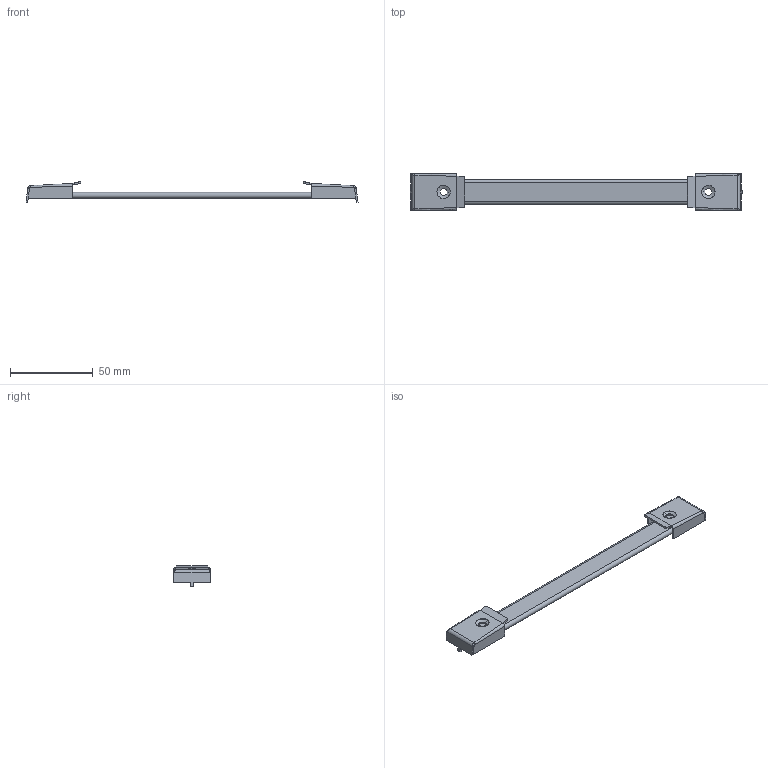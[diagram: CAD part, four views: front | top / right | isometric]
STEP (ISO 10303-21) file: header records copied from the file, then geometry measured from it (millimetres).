
FILE_DESCRIPTION((''),'2;1');
FILE_NAME('','2006-10-08T14:29:05',(''),(''),'','CADfix','');
FILE_SCHEMA(('AUTOMOTIVE_DESIGN'));
Length unit declared in the file: millimetre
Products named in the file (4): bracket; leaf spring; grip; THA_321_7110_36
Assembly tree (4 placements, depth 2):
  THA_321_7110_36
    bracket  x2
    leaf spring
    grip
Bounding box: 200.63 x 22.2 x 12.5 mm (x, y, z)
Volume: 11804.4 mm3; surface area: 20972.7 mm2
Topology: 4 solids, 4 shells, 124 faces, 352 edges, 228 vertices
Faces by surface type: bspline 124
Entity records: 3292 total; most frequent: CARTESIAN_POINT 1853, ORIENTED_EDGE 452, EDGE_CURVE 226, QUASI_UNIFORM_CURVE 153, VERTEX_POINT 150, EDGE_LOOP 98, FACE_OUTER_BOUND 82, ADVANCED_FACE 82
